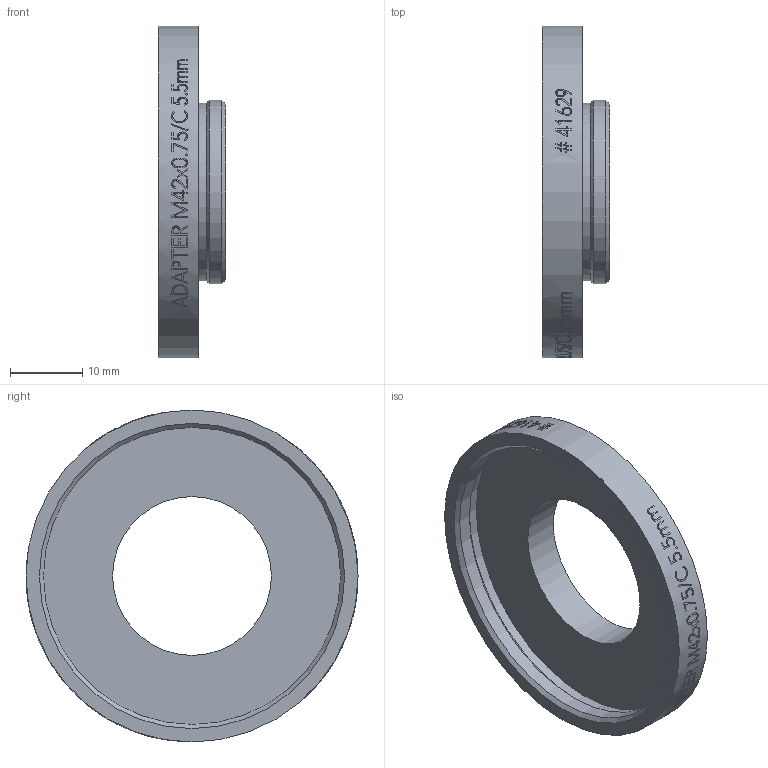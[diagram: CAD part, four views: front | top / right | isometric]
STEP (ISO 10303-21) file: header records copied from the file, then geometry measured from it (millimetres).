
FILE_DESCRIPTION(/* description */ (''),/* implementation_level */ '2;1');
FILE_NAME(/* name */ '41629_00166847_001.stp',/* time_stamp */ '2022-04-12T14:58:13+02:00',/* author */ (''),/* organization */ (''),/* preprocessor_version */ 'ST-DEVELOPER v16',/* originating_system */ 'SIEMENS PLM Software NX 10.0',/* authorisation */ '');
FILE_SCHEMA (('AP203_CONFIGURATION_CONTROLLED_3D_DESIGN_OF_MECHANICAL_PARTS_AND_ASSEMBLIES_MIM_LF { 1 0 10303 403 2 1 2}'));
Length unit declared in the file: millimetre
Products named in the file (1): Froe49ACF0E57oxe
Bounding box: 9.3 x 46 x 46 mm (x, y, z)
Volume: 3257 mm3; surface area: 5432.7 mm2
Topology: 1 solids, 2 shells, 79 faces, 437 edges, 426 vertices
Faces by surface type: cylinder 71, cone 4, plane 4
Full cylindrical faces by diameter (mm): 22 x1, 24.57 x1, 25.4 x1, 41.18 x1, 42.2 x1, 46 x2
Entity records: 5843 total; most frequent: CARTESIAN_POINT 2883, ORIENTED_EDGE 838, VERTEX_POINT 420, EDGE_CURVE 420, B_SPLINE_CURVE_WITH_KNOTS 404, DIRECTION 192, EDGE_LOOP 158, FACE_BOUND 110
